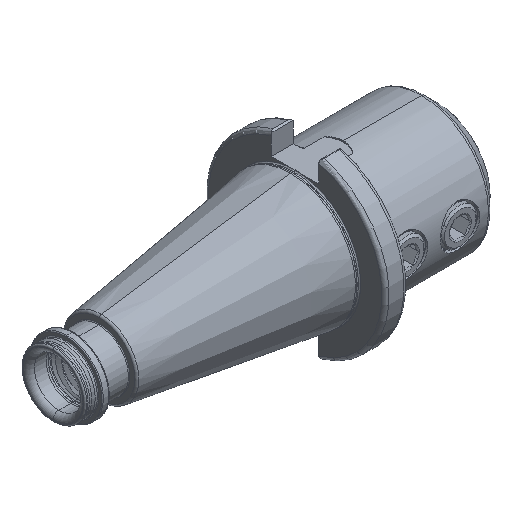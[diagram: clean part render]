
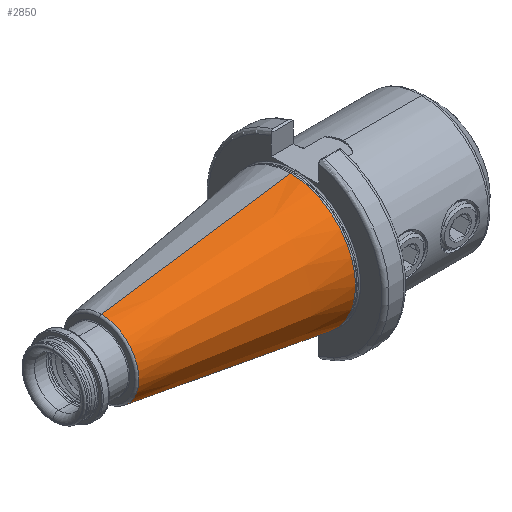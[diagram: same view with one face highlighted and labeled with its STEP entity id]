
A CAD part, isometric view. The second image highlights one B-rep face of the part: STEP entity #2850.
In plain terms, the highlighted conical face has half-angle 8.297 degrees and reference radius 35.027 mm.
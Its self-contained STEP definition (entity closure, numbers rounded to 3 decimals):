
#811 = VERTEX_POINT ( 'NONE', #7934 ) ;
#829 = VERTEX_POINT ( 'NONE', #7943 ) ;
#831 = VERTEX_POINT ( 'NONE', #7921 ) ;
#858 = VERTEX_POINT ( 'NONE', #7976 ) ;
#1258 = FACE_OUTER_BOUND ( 'NONE', #26911, .T. ) ;
#1274 = CONICAL_SURFACE ( 'NONE', #6484, 35.027, 0.145 ) ;
#1625 = CIRCLE ( 'NONE', #6645, 20.207 ) ;
#1639 = CIRCLE ( 'NONE', #6663, 35.027 ) ;
#1905 = LINE ( 'NONE', #6868, #1917 ) ;
#1917 = VECTOR ( 'NONE', #6897, 1000. ) ;
#1959 = VECTOR ( 'NONE', #6955, 1000. ) ;
#1967 = LINE ( 'NONE', #6907, #1959 ) ;
#2850 = ADVANCED_FACE ( 'NONE', ( #1258 ), #1274, .T. ) ;
#6484 = AXIS2_PLACEMENT_3D ( 'NONE', #16590, #16577, #16583 ) ;
#6645 = AXIS2_PLACEMENT_3D ( 'NONE', #9078, #9117, #8986 ) ;
#6663 = AXIS2_PLACEMENT_3D ( 'NONE', #18329, #18313, #18320 ) ;
#6868 = CARTESIAN_POINT ( 'NONE',  ( -8.5, 0., 35.027 ) ) ;
#6897 = DIRECTION ( 'NONE',  ( 0.99, 0., 0.144 ) ) ;
#6907 = CARTESIAN_POINT ( 'NONE',  ( -8.5, 0., -35.027 ) ) ;
#6955 = DIRECTION ( 'NONE',  ( 0.99, 0., -0.144 ) ) ;
#7921 = CARTESIAN_POINT ( 'NONE',  ( -8.5, 0., -35.027 ) ) ;
#7934 = CARTESIAN_POINT ( 'NONE',  ( -110.123, 0., 20.207 ) ) ;
#7943 = CARTESIAN_POINT ( 'NONE',  ( -110.123, 0., -20.207 ) ) ;
#7976 = CARTESIAN_POINT ( 'NONE',  ( -8.5, 0., 35.027 ) ) ;
#8986 = DIRECTION ( 'NONE',  ( 0., 0., 1. ) ) ;
#9078 = CARTESIAN_POINT ( 'NONE',  ( -110.123, 0., 0. ) ) ;
#9117 = DIRECTION ( 'NONE',  ( -1., 0., 0. ) ) ;
#16577 = DIRECTION ( 'NONE',  ( 1., 0., 0. ) ) ;
#16583 = DIRECTION ( 'NONE',  ( 0., 0., -1. ) ) ;
#16590 = CARTESIAN_POINT ( 'NONE',  ( -8.5, 0., 0. ) ) ;
#18313 = DIRECTION ( 'NONE',  ( -1., 0., 0. ) ) ;
#18320 = DIRECTION ( 'NONE',  ( 0., 0., 1. ) ) ;
#18329 = CARTESIAN_POINT ( 'NONE',  ( -8.5, 0., 0. ) ) ;
#26002 = EDGE_CURVE ( 'NONE', #829, #811, #1625, .T. ) ;
#26050 = EDGE_CURVE ( 'NONE', #831, #858, #1639, .T. ) ;
#26351 = EDGE_CURVE ( 'NONE', #811, #858, #1905, .T. ) ;
#26362 = EDGE_CURVE ( 'NONE', #829, #831, #1967, .T. ) ;
#26624 = ORIENTED_EDGE ( 'NONE', *, *, #26362, .T. ) ;
#26631 = ORIENTED_EDGE ( 'NONE', *, *, #26050, .T. ) ;
#26682 = ORIENTED_EDGE ( 'NONE', *, *, #26351, .F. ) ;
#26683 = ORIENTED_EDGE ( 'NONE', *, *, #26002, .F. ) ;
#26911 = EDGE_LOOP ( 'NONE', ( #26682, #26683, #26624, #26631 ) ) ;
